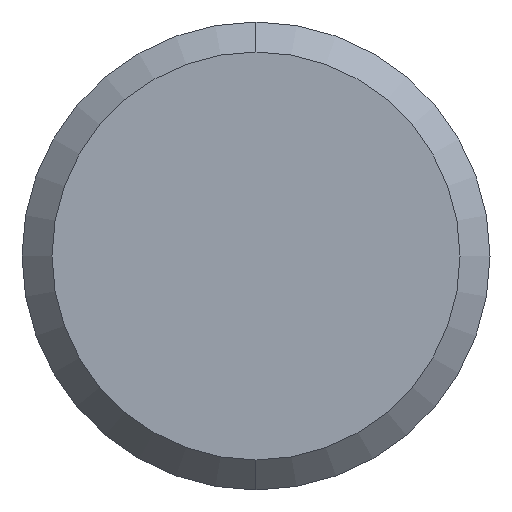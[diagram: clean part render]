
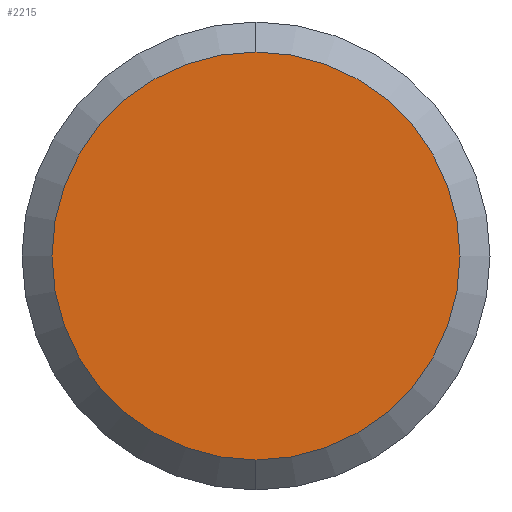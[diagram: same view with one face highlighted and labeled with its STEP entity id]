
A CAD part, left-side view. The second image highlights one B-rep face of the part: STEP entity #2215.
In plain terms, the highlighted planar face has unit normal (-1, 0, 0).
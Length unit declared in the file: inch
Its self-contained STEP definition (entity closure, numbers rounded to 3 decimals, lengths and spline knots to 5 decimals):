
#4 = VERTEX_POINT ( 'NONE', #1866 ) ;
#19 = CARTESIAN_POINT ( 'NONE',  ( 0., 0., 0. ) ) ;
#273 = DIRECTION ( 'NONE',  ( 0., 0., -1. ) ) ;
#442 = DIRECTION ( 'NONE',  ( -1., 0., 0. ) ) ;
#463 = PLANE ( 'NONE',  #1365 ) ;
#739 = EDGE_LOOP ( 'NONE', ( #854, #1475 ) ) ;
#743 = DIRECTION ( 'NONE',  ( 0., 0., -1. ) ) ;
#771 = CARTESIAN_POINT ( 'NONE',  ( 0., 0., 0.1361 ) ) ;
#854 = ORIENTED_EDGE ( 'NONE', *, *, #2696, .T. ) ;
#1314 = DIRECTION ( 'NONE',  ( 0., 0., -1. ) ) ;
#1330 = CARTESIAN_POINT ( 'NONE',  ( 0., 0., 0. ) ) ;
#1365 = AXIS2_PLACEMENT_3D ( 'NONE', #2634, #1800, #743 ) ;
#1475 = ORIENTED_EDGE ( 'NONE', *, *, #2195, .T. ) ;
#1603 = CIRCLE ( 'NONE', #2686, 0.1361 ) ;
#1800 = DIRECTION ( 'NONE',  ( 1., 0., 0. ) ) ;
#1866 = CARTESIAN_POINT ( 'NONE',  ( 0., 0., -0.1361 ) ) ;
#1943 = AXIS2_PLACEMENT_3D ( 'NONE', #1330, #442, #1314 ) ;
#1959 = VERTEX_POINT ( 'NONE', #771 ) ;
#2195 = EDGE_CURVE ( 'NONE', #1959, #4, #1603, .T. ) ;
#2215 = ADVANCED_FACE ( 'NONE', ( #2419 ), #463, .F. ) ;
#2419 = FACE_OUTER_BOUND ( 'NONE', #739, .T. ) ;
#2434 = DIRECTION ( 'NONE',  ( -1., 0., 0. ) ) ;
#2634 = CARTESIAN_POINT ( 'NONE',  ( 0., 0., 0. ) ) ;
#2686 = AXIS2_PLACEMENT_3D ( 'NONE', #19, #2434, #273 ) ;
#2696 = EDGE_CURVE ( 'NONE', #4, #1959, #2804, .T. ) ;
#2804 = CIRCLE ( 'NONE', #1943, 0.1361 ) ;
